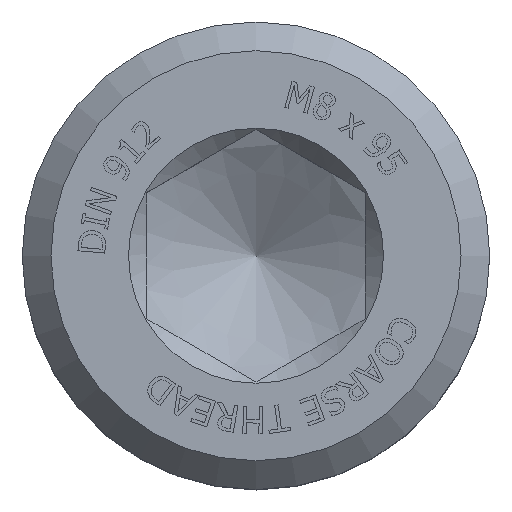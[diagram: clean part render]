
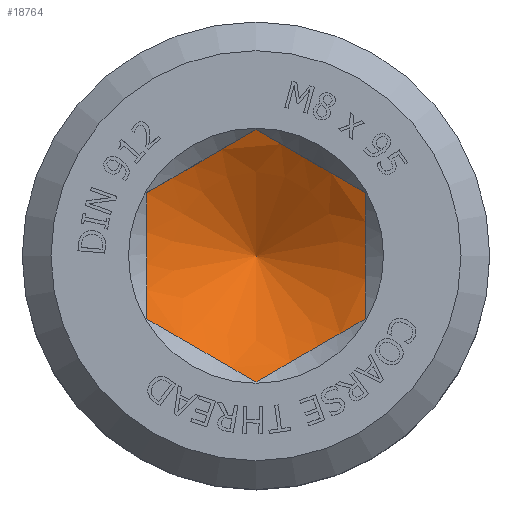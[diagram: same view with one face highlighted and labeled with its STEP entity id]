
A CAD part, top view. The second image highlights one B-rep face of the part: STEP entity #18764.
In plain terms, the highlighted conical face has half-angle 60 degrees and reference radius 2.6 mm.
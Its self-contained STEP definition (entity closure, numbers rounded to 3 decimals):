
#18392=CARTESIAN_POINT('',(0.,3.51,-4.0));
#18393=VERTEX_POINT('',#18392);
#18400=CARTESIAN_POINT('',(3.04,1.755,-4.0));
#18401=VERTEX_POINT('',#18400);
#18402=CARTESIAN_POINT('',(3.04,1.755,-4.0));
#18403=CARTESIAN_POINT('',(1.52,2.633,-4.507));
#18404=CARTESIAN_POINT('',(0.,3.51,-4.0));
#18412=(BOUNDED_CURVE()B_SPLINE_CURVE(2,(#18402,#18403,#18404),.UNSPECIFIED.,.F.,.U.)B_SPLINE_CURVE_WITH_KNOTS((3,3),(0.21,0.67),.UNSPECIFIED.)CURVE()GEOMETRIC_REPRESENTATION_ITEM()RATIONAL_B_SPLINE_CURVE((1.258,1.453,1.258))REPRESENTATION_ITEM(''));
#18413=EDGE_CURVE('',#18401,#18393,#18412,.T.);
#18430=CARTESIAN_POINT('',(-3.04,1.755,-4.0));
#18431=VERTEX_POINT('',#18430);
#18438=CARTESIAN_POINT('',(0.,3.51,-4.0));
#18439=CARTESIAN_POINT('',(-1.52,2.633,-4.507));
#18440=CARTESIAN_POINT('',(-3.04,1.755,-4.0));
#18448=(BOUNDED_CURVE()B_SPLINE_CURVE(2,(#18438,#18439,#18440),.UNSPECIFIED.,.F.,.U.)B_SPLINE_CURVE_WITH_KNOTS((3,3),(0.21,0.67),.UNSPECIFIED.)CURVE()GEOMETRIC_REPRESENTATION_ITEM()RATIONAL_B_SPLINE_CURVE((1.258,1.453,1.258))REPRESENTATION_ITEM(''));
#18449=EDGE_CURVE('',#18393,#18431,#18448,.T.);
#18461=CARTESIAN_POINT('',(-3.04,-1.755,-4.0));
#18462=VERTEX_POINT('',#18461);
#18469=CARTESIAN_POINT('',(-3.04,1.755,-4.0));
#18470=CARTESIAN_POINT('',(-3.04,0.,-4.507));
#18471=CARTESIAN_POINT('',(-3.04,-1.755,-4.0));
#18479=(BOUNDED_CURVE()B_SPLINE_CURVE(2,(#18469,#18470,#18471),.UNSPECIFIED.,.F.,.U.)B_SPLINE_CURVE_WITH_KNOTS((3,3),(0.21,0.67),.UNSPECIFIED.)CURVE()GEOMETRIC_REPRESENTATION_ITEM()RATIONAL_B_SPLINE_CURVE((1.258,1.453,1.258))REPRESENTATION_ITEM(''));
#18480=EDGE_CURVE('',#18431,#18462,#18479,.T.);
#18492=CARTESIAN_POINT('',(0.,-3.51,-4.0));
#18493=VERTEX_POINT('',#18492);
#18500=CARTESIAN_POINT('',(-3.04,-1.755,-4.0));
#18501=CARTESIAN_POINT('',(-1.52,-2.633,-4.507));
#18502=CARTESIAN_POINT('',(0.,-3.51,-4.0));
#18510=(BOUNDED_CURVE()B_SPLINE_CURVE(2,(#18500,#18501,#18502),.UNSPECIFIED.,.F.,.U.)B_SPLINE_CURVE_WITH_KNOTS((3,3),(0.21,0.67),.UNSPECIFIED.)CURVE()GEOMETRIC_REPRESENTATION_ITEM()RATIONAL_B_SPLINE_CURVE((1.258,1.453,1.258))REPRESENTATION_ITEM(''));
#18511=EDGE_CURVE('',#18462,#18493,#18510,.T.);
#18523=CARTESIAN_POINT('',(3.04,-1.755,-4.));
#18524=VERTEX_POINT('',#18523);
#18531=CARTESIAN_POINT('',(0.,-3.51,-4.0));
#18532=CARTESIAN_POINT('',(1.52,-2.633,-4.507));
#18533=CARTESIAN_POINT('',(3.04,-1.755,-4.));
#18541=(BOUNDED_CURVE()B_SPLINE_CURVE(2,(#18531,#18532,#18533),.UNSPECIFIED.,.F.,.U.)B_SPLINE_CURVE_WITH_KNOTS((3,3),(0.21,0.67),.UNSPECIFIED.)CURVE()GEOMETRIC_REPRESENTATION_ITEM()RATIONAL_B_SPLINE_CURVE((1.258,1.453,1.258))REPRESENTATION_ITEM(''));
#18542=EDGE_CURVE('',#18493,#18524,#18541,.T.);
#18555=CARTESIAN_POINT('',(3.04,-1.755,-4.));
#18556=CARTESIAN_POINT('',(3.04,0.,-4.507));
#18557=CARTESIAN_POINT('',(3.04,1.755,-4.0));
#18565=(BOUNDED_CURVE()B_SPLINE_CURVE(2,(#18555,#18556,#18557),.UNSPECIFIED.,.F.,.U.)B_SPLINE_CURVE_WITH_KNOTS((3,3),(0.21,0.67),.UNSPECIFIED.)CURVE()GEOMETRIC_REPRESENTATION_ITEM()RATIONAL_B_SPLINE_CURVE((1.258,1.453,1.258))REPRESENTATION_ITEM(''));
#18566=EDGE_CURVE('',#18524,#18401,#18565,.T.);
#18751=CARTESIAN_POINT('',(0.0,0.,-4.526));
#18752=DIRECTION('',(0.0,0.,1.0));
#18753=DIRECTION('',(0.0,1.0,0.0));
#18754=AXIS2_PLACEMENT_3D('',#18751,#18752,#18753);
#18755=CONICAL_SURFACE('',#18754,2.6,60.);
#18756=ORIENTED_EDGE('',*,*,#18480,.T.);
#18757=ORIENTED_EDGE('',*,*,#18511,.T.);
#18758=ORIENTED_EDGE('',*,*,#18542,.T.);
#18759=ORIENTED_EDGE('',*,*,#18566,.T.);
#18760=ORIENTED_EDGE('',*,*,#18413,.T.);
#18761=ORIENTED_EDGE('',*,*,#18449,.T.);
#18762=EDGE_LOOP('',(#18756,#18757,#18758,#18759,#18760,#18761));
#18763=FACE_OUTER_BOUND('',#18762,.T.);
#18764=ADVANCED_FACE('',(#18763),#18755,.F.);
